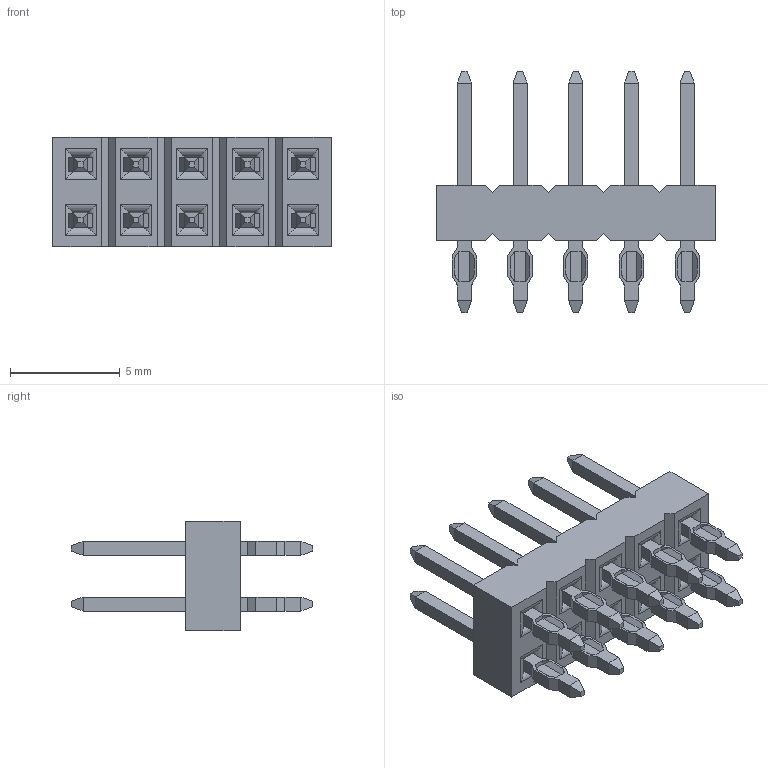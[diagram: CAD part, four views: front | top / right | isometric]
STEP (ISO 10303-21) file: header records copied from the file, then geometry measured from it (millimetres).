
FILE_DESCRIPTION(/* description */ (''),/* implementation_level */ '2;1');
FILE_NAME(/* name */ '944PF-10-10-XX.stp',/* time_stamp */ '2026-01-15T09:03:12+08:00',/* author */ (''),/* organization */ (''),/* preprocessor_version */ 'ST-DEVELOPER v15',/* originating_system */ 'SIEMENS PLM Software NX 9.0',/* authorisation */ '');
FILE_SCHEMA (('AP203_CONFIGURATION_CONTROLLED_3D_DESIGN_OF_MECHANICAL_PARTS_AND_ASSEMBLIES_MIM_LF { 1 0 10303 403 2 1 2}'));
Length unit declared in the file: millimetre
Products named in the file (1): 944PF-10-10-XX
Bounding box: 12.7 x 11 x 5 mm (x, y, z)
Volume: 187.5 mm3; surface area: 574.5 mm2
Topology: 11 solids, 11 shells, 590 faces, 1444 edges, 896 vertices
Faces by surface type: plane 470, cylinder 120
Entity records: 17020 total; most frequent: CARTESIAN_POINT 2931, ORIENTED_EDGE 2888, DIRECTION 2826, EDGE_CURVE 1444, LINE 1244, VECTOR 1244, VERTEX_POINT 896, AXIS2_PLACEMENT_3D 791
